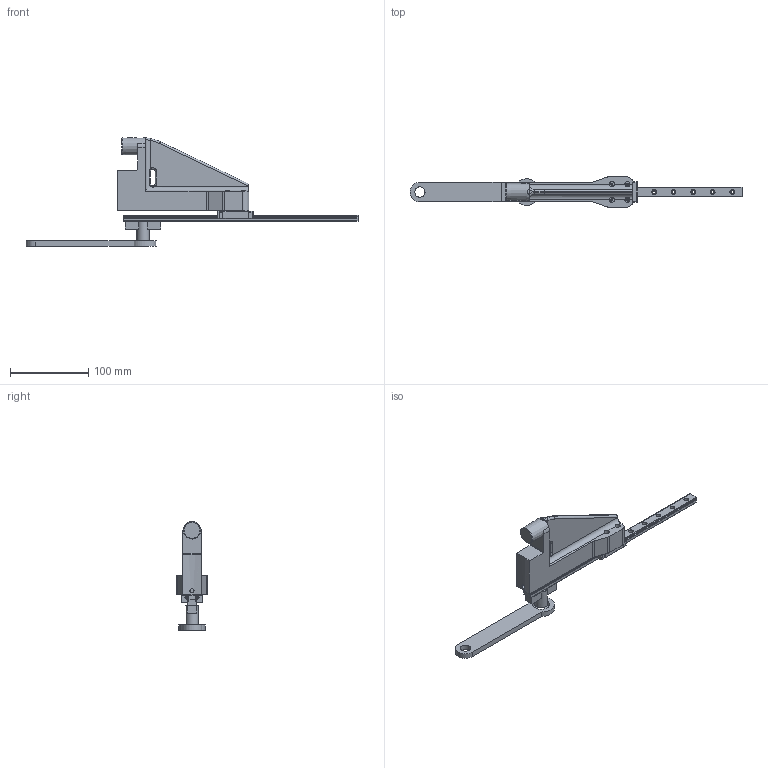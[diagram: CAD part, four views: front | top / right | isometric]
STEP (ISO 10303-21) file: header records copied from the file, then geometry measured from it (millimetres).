
FILE_DESCRIPTION(/* description */ (''),/* implementation_level */ '2;1');
FILE_NAME(/* name */ 'Almost Everything.step',/* time_stamp */ '2021-10-25T20:42:09-04:00',/* author */ (''),/* organization */ (''),/* preprocessor_version */ 'ST-DEVELOPER v18.1',/* originating_system */ 'Autodesk Translation Framework v10.10.0.1391',/* authorisation */ '');
FILE_SCHEMA (('AUTOMOTIVE_DESIGN { 1 0 10303 214 3 1 1 }'));
Length unit declared in the file: millimetre
Products named in the file (14): BedroomAid; OSSM Base_Bearing; MGN12H v1; MGN12HZFC-HiwinCorporation-3D-05-10-2020; PRODUCT_NAME_1; PRODUCT_NAME_2; PRODUCT_NAME_3; PRODUCT_NAME_4; PRODUCT_NAME_5; PRODUCT_NAME_6; PRODUCT_NAME_7; PRODUCT_NAME_8; PRODUCT_NAME_9; MGN RAIL
Assembly tree (13 placements, depth 5):
  BedroomAid
    OSSM Base_Bearing
      MGN12H v1
        MGN12HZFC-HiwinCorporation-3D-05-10-2020
          PRODUCT_NAME_1
          PRODUCT_NAME_2
          PRODUCT_NAME_3
          PRODUCT_NAME_4
          PRODUCT_NAME_5
          PRODUCT_NAME_6
          PRODUCT_NAME_7
          PRODUCT_NAME_8
          PRODUCT_NAME_9
    MGN RAIL
Bounding box: 424.6 x 38.68 x 139.26 mm (x, y, z)
Volume: 254753.6 mm3; surface area: 73537.1 mm2
Topology: 13 solids, 13 shells, 540 faces, 1470 edges, 970 vertices
Faces by surface type: plane 279, cylinder 218, cone 17, bspline 13, torus 9, sphere 4
Full cylindrical faces by diameter (mm): 2.459 x8, 3 x4, 3.5 x14, 4.2 x8, 5.2 x1, 6 x12, 6.5 x4, 6.779 x10, 8.17 x5, 10 x1, 13.2 x1, 16 x1, 22 x1
Entity records: 20755 total; most frequent: CARTESIAN_POINT 6484, ORIENTED_EDGE 2932, DIRECTION 2897, EDGE_CURVE 1466, AXIS2_PLACEMENT_3D 1017, VERTEX_POINT 970, LINE 863, VECTOR 863
